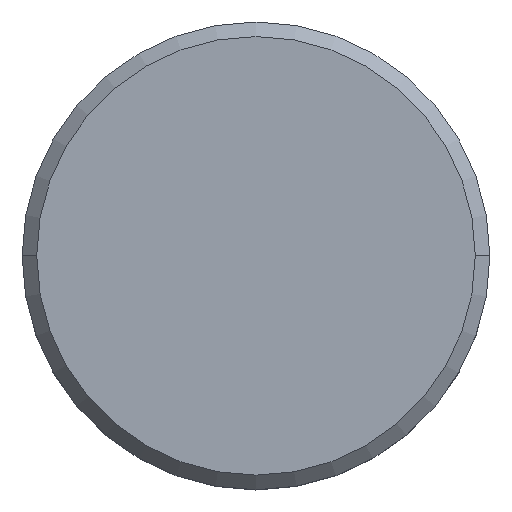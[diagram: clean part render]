
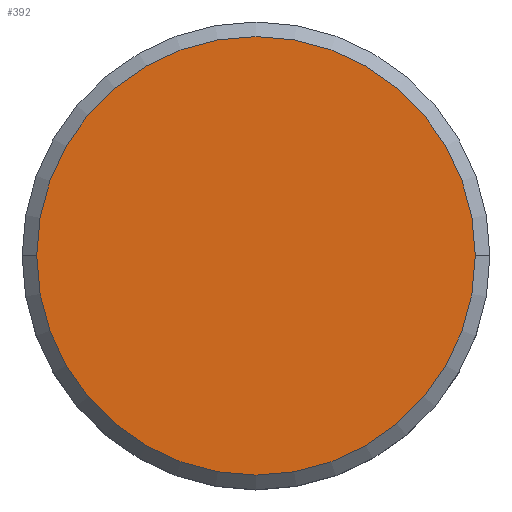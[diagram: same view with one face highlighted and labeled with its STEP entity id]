
A CAD part, top view. The second image highlights one B-rep face of the part: STEP entity #392.
In plain terms, the highlighted planar face has unit normal (0, 0, 1).
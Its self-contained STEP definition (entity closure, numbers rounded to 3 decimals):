
#16 = CARTESIAN_POINT ( 'NONE',  ( 0., 0., 0. ) ) ;
#19 = CIRCLE ( 'NONE', #415, 7.5 ) ;
#22 = VERTEX_POINT ( 'NONE', #467 ) ;
#32 = CIRCLE ( 'NONE', #148, 7.5 ) ;
#64 = ORIENTED_EDGE ( 'NONE', *, *, #483, .T. ) ;
#89 = AXIS2_PLACEMENT_3D ( 'NONE', #16, #515, #146 ) ;
#113 = CARTESIAN_POINT ( 'NONE',  ( 0., 0., 0. ) ) ;
#119 = VERTEX_POINT ( 'NONE', #333 ) ;
#146 = DIRECTION ( 'NONE',  ( 1., 0., 0. ) ) ;
#148 = AXIS2_PLACEMENT_3D ( 'NONE', #438, #258, #167 ) ;
#156 = DIRECTION ( 'NONE',  ( 0., 0., 1. ) ) ;
#167 = DIRECTION ( 'NONE',  ( 1., 0., 0. ) ) ;
#216 = ORIENTED_EDGE ( 'NONE', *, *, #228, .T. ) ;
#228 = EDGE_CURVE ( 'NONE', #119, #22, #19, .T. ) ;
#258 = DIRECTION ( 'NONE',  ( 0., 0., 1. ) ) ;
#287 = PLANE ( 'NONE',  #89 ) ;
#333 = CARTESIAN_POINT ( 'NONE',  ( 7.5, 0., 0. ) ) ;
#365 = EDGE_LOOP ( 'NONE', ( #64, #216 ) ) ;
#392 = ADVANCED_FACE ( 'NONE', ( #566 ), #287, .T. ) ;
#415 = AXIS2_PLACEMENT_3D ( 'NONE', #113, #156, #434 ) ;
#434 = DIRECTION ( 'NONE',  ( 1., 0., 0. ) ) ;
#438 = CARTESIAN_POINT ( 'NONE',  ( 0., 0., 0. ) ) ;
#467 = CARTESIAN_POINT ( 'NONE',  ( -7.5, 0., 0. ) ) ;
#483 = EDGE_CURVE ( 'NONE', #22, #119, #32, .T. ) ;
#515 = DIRECTION ( 'NONE',  ( 0., 0., 1. ) ) ;
#566 = FACE_OUTER_BOUND ( 'NONE', #365, .T. ) ;
